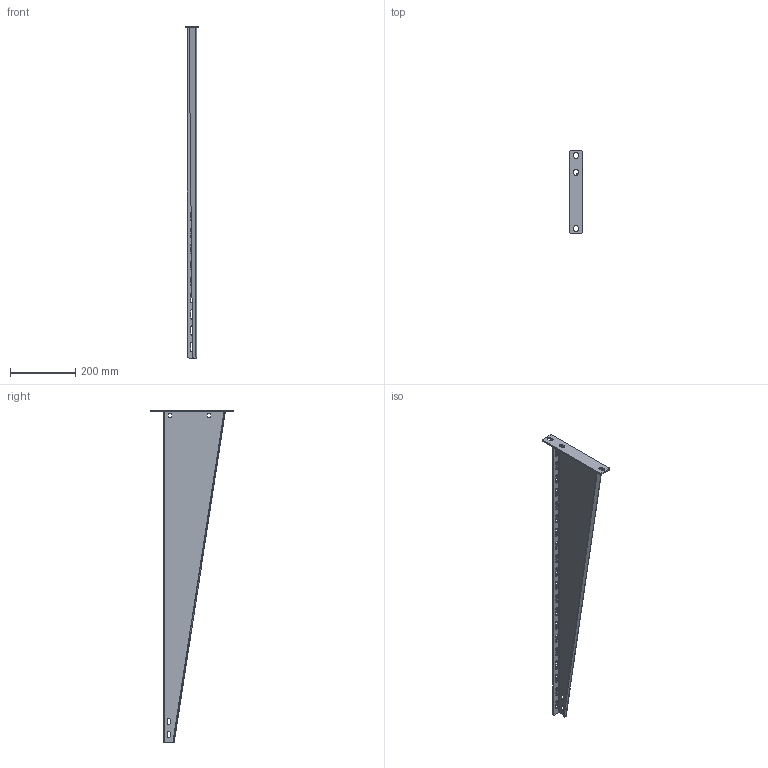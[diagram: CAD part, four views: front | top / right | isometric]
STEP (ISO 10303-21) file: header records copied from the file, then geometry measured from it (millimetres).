
FILE_DESCRIPTION((''),'2;1');
FILE_NAME('711211_ASM','2019-01-11T12:46:37',('tomasz.grudniewski'),(''),'CREO PARAMETRIC BY PTC INC, 2018400','CREO PARAMETRIC BY PTC INC, 2018400','');
FILE_SCHEMA(('CONFIG_CONTROL_DESIGN'));
Length unit declared in the file: millimetre
Products named in the file (3): WWC1000_PRT; WWC800_1_PRT; 711211_ASM
Assembly tree (2 placements, depth 2):
  711211_ASM
    WWC1000_PRT
    WWC800_1_PRT
Bounding box: 40 x 255 x 1020 mm (x, y, z)
Volume: 485703.7 mm3; surface area: 326636.8 mm2
Topology: 2 solids, 2 shells, 222 faces, 638 edges, 420 vertices
Faces by surface type: plane 120, cylinder 98, bspline 4
Entity records: 7608 total; most frequent: CARTESIAN_POINT 1421, DIRECTION 1280, ORIENTED_EDGE 1276, EDGE_CURVE 638, VECTOR 438, LINE 438, AXIS2_PLACEMENT_3D 421, VERTEX_POINT 420
